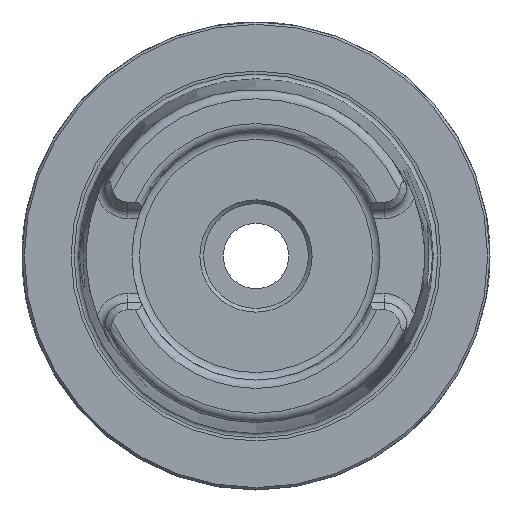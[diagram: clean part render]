
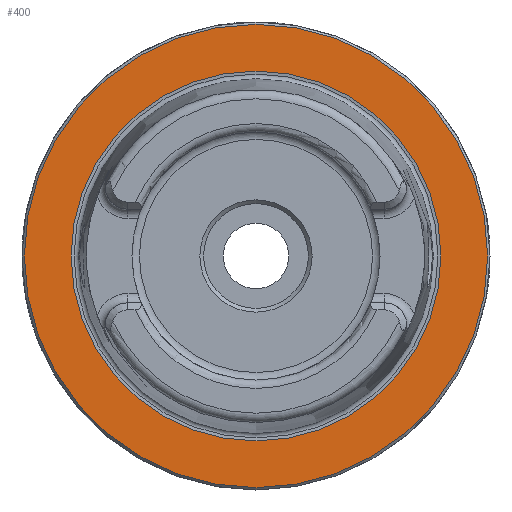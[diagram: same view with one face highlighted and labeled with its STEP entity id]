
A CAD part, left-side view. The second image highlights one B-rep face of the part: STEP entity #400.
In plain terms, the highlighted planar face has unit normal (-1, 0, 0).
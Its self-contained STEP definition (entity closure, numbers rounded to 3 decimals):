
#400 = ADVANCED_FACE( '', ( #895, #896 ), #897, .T. );
#895 = FACE_OUTER_BOUND( '', #1471, .T. );
#896 = FACE_BOUND( '', #1472, .T. );
#897 = PLANE( '', #1473 );
#1471 = EDGE_LOOP( '', ( #2489 ) );
#1472 = EDGE_LOOP( '', ( #2490 ) );
#1473 = AXIS2_PLACEMENT_3D( '', #2491, #2492, #2493 );
#2489 = ORIENTED_EDGE( '', *, *, #3347, .T. );
#2490 = ORIENTED_EDGE( '', *, *, #3412, .F. );
#2491 = CARTESIAN_POINT( '', ( 0., 0., 49.5 ) );
#2492 = DIRECTION( '', ( -1., 0., 0. ) );
#2493 = DIRECTION( '', ( 0., 0., 1. ) );
#3347 = EDGE_CURVE( '', #4045, #4045, #4046, .T. );
#3412 = EDGE_CURVE( '', #4131, #4131, #4132, .T. );
#4045 = VERTEX_POINT( '', #5751 );
#4046 = CIRCLE( '', #5752, 49.5 );
#4131 = VERTEX_POINT( '', #6059 );
#4132 = CIRCLE( '', #6060, 39.511 );
#5751 = CARTESIAN_POINT( '', ( 0., 0., 49.5 ) );
#5752 = AXIS2_PLACEMENT_3D( '', #7008, #7009, #7010 );
#6059 = CARTESIAN_POINT( '', ( 0., 0., 39.511 ) );
#6060 = AXIS2_PLACEMENT_3D( '', #7072, #7073, #7074 );
#7008 = CARTESIAN_POINT( '', ( 0., 0., 0. ) );
#7009 = DIRECTION( '', ( -1., 0., 0. ) );
#7010 = DIRECTION( '', ( 0., 0., 1. ) );
#7072 = CARTESIAN_POINT( '', ( 0., 0., 0. ) );
#7073 = DIRECTION( '', ( -1., 0., 0. ) );
#7074 = DIRECTION( '', ( 0., 0., 1. ) );
